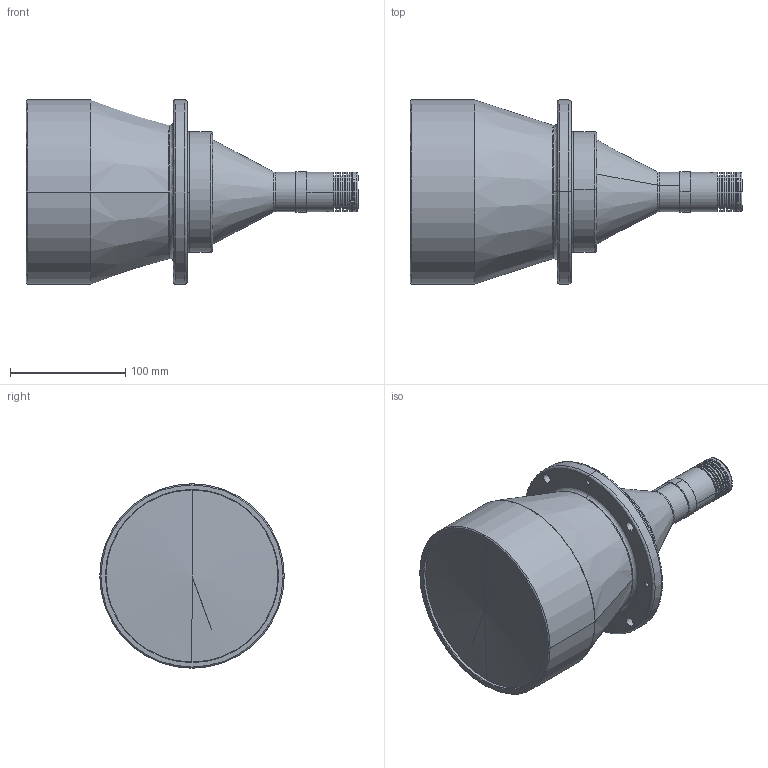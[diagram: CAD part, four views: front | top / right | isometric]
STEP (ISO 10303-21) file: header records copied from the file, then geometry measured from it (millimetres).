
FILE_DESCRIPTION (( 'STEP AP203' ), '1' );
FILE_NAME ('DTCL-120H.STEP', '2020-11-16T06:26:01', ( '' ), ( '' ), 'SwSTEP 2.0', 'SolidWorks 2017', '' );
FILE_SCHEMA (( 'CONFIG_CONTROL_DESIGN' ));
Length unit declared in the file: millimetre
Products named in the file (1): DTCL-120H
Bounding box: 288.22 x 160 x 160 mm (x, y, z)
Volume: 2819239.8 mm3; surface area: 144918.4 mm2
Topology: 1 solids, 1 shells, 181 faces, 435 edges, 273 vertices
Faces by surface type: cylinder 98, cone 36, plane 31, bspline 16
Entity records: 6349 total; most frequent: CARTESIAN_POINT 2070, DIRECTION 929, ORIENTED_EDGE 846, EDGE_CURVE 423, AXIS2_PLACEMENT_3D 392, VERTEX_POINT 271, CIRCLE 229, EDGE_LOOP 228
